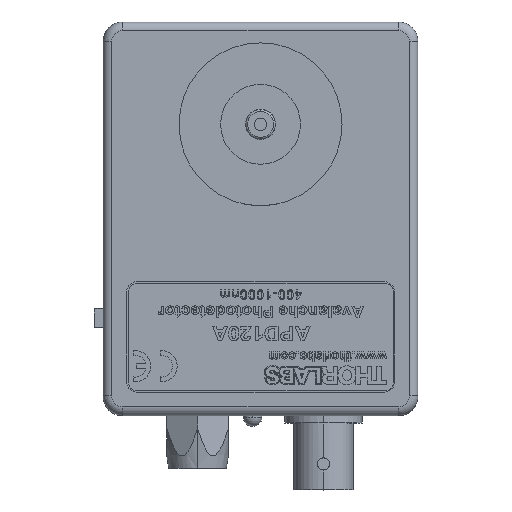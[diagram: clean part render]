
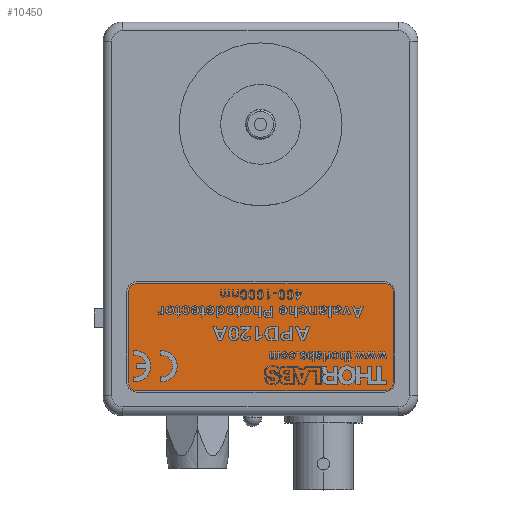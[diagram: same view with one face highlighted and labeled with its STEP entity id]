
A CAD part, top view. The second image highlights one B-rep face of the part: STEP entity #10450.
In plain terms, the highlighted face is planar.
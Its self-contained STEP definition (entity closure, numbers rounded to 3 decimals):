
#6484 = FACE_OUTER_BOUND ( 'NONE', #84389, .T. ) ;
#10450 = ADVANCED_FACE ( 'NONE', ( #6484 ), #12434, .F. ) ;
#12434 = PLANE ( 'NONE',  #116805 ) ;
#12435 = CARTESIAN_POINT ( 'NONE',  ( 0., 0.25, -17.272 ) ) ;
#12440 = DIRECTION ( 'NONE',  ( 0., -1., 0. ) ) ;
#12441 = DIRECTION ( 'NONE',  ( 0., 0., -1. ) ) ;
#18310 = CARTESIAN_POINT ( 'NONE',  ( 0., 0.25, -1.27 ) ) ;
#22646 = CARTESIAN_POINT ( 'NONE',  ( 0., 0.25, -16.002 ) ) ;
#22669 = CARTESIAN_POINT ( 'NONE',  ( 1.27, 0.25, 0. ) ) ;
#22673 = CARTESIAN_POINT ( 'NONE',  ( 41.402, 0.25, 0. ) ) ;
#22685 = CARTESIAN_POINT ( 'NONE',  ( 42.672, 0.25, -1.27 ) ) ;
#22686 = CARTESIAN_POINT ( 'NONE',  ( 42.672, 0.25, -16.002 ) ) ;
#22992 = CARTESIAN_POINT ( 'NONE',  ( 1.27, 0.25, -17.272 ) ) ;
#22998 = CARTESIAN_POINT ( 'NONE',  ( 41.402, 0.25, -17.272 ) ) ;
#25673 = VERTEX_POINT ( 'NONE', #18310 ) ;
#25843 = VERTEX_POINT ( 'NONE', #22646 ) ;
#25867 = VERTEX_POINT ( 'NONE', #22669 ) ;
#25871 = VERTEX_POINT ( 'NONE', #22673 ) ;
#25880 = VERTEX_POINT ( 'NONE', #22685 ) ;
#25882 = VERTEX_POINT ( 'NONE', #22686 ) ;
#26195 = VERTEX_POINT ( 'NONE', #22992 ) ;
#26201 = VERTEX_POINT ( 'NONE', #22998 ) ;
#34707 = AXIS2_PLACEMENT_3D ( 'NONE', #91207, #91210, #91213 ) ;
#34708 = AXIS2_PLACEMENT_3D ( 'NONE', #91219, #91222, #91225 ) ;
#34709 = AXIS2_PLACEMENT_3D ( 'NONE', #91231, #91234, #91237 ) ;
#34710 = AXIS2_PLACEMENT_3D ( 'NONE', #91242, #91245, #91248 ) ;
#74188 = ORIENTED_EDGE ( 'NONE', *, *, #76542, .T. ) ;
#74190 = ORIENTED_EDGE ( 'NONE', *, *, #76544, .T. ) ;
#74192 = ORIENTED_EDGE ( 'NONE', *, *, #76529, .T. ) ;
#74194 = ORIENTED_EDGE ( 'NONE', *, *, #76545, .T. ) ;
#74196 = ORIENTED_EDGE ( 'NONE', *, *, #76534, .T. ) ;
#74199 = ORIENTED_EDGE ( 'NONE', *, *, #76546, .T. ) ;
#74201 = ORIENTED_EDGE ( 'NONE', *, *, #76538, .T. ) ;
#74202 = ORIENTED_EDGE ( 'NONE', *, *, #76547, .T. ) ;
#76529 = EDGE_CURVE ( 'NONE', #25843, #25673, #87482, .T. ) ;
#76534 = EDGE_CURVE ( 'NONE', #25867, #25871, #87550, .T. ) ;
#76538 = EDGE_CURVE ( 'NONE', #25880, #25882, #87569, .T. ) ;
#76542 = EDGE_CURVE ( 'NONE', #26201, #26195, #87586, .T. ) ;
#76544 = EDGE_CURVE ( 'NONE', #26195, #25843, #87595, .T. ) ;
#76545 = EDGE_CURVE ( 'NONE', #25673, #25867, #87600, .T. ) ;
#76546 = EDGE_CURVE ( 'NONE', #25871, #25880, #87603, .T. ) ;
#76547 = EDGE_CURVE ( 'NONE', #25882, #26201, #87606, .T. ) ;
#84389 = EDGE_LOOP ( 'NONE', ( #74188, #74190, #74192, #74194, #74196, #74199, #74201, #74202 ) ) ;
#87482 = LINE ( 'NONE', #91082, #87535 ) ;
#87535 = VECTOR ( 'NONE', #91096, 1000. ) ;
#87550 = LINE ( 'NONE', #91130, #87556 ) ;
#87556 = VECTOR ( 'NONE', #91135, 1000. ) ;
#87569 = LINE ( 'NONE', #91158, #87576 ) ;
#87576 = VECTOR ( 'NONE', #91163, 1000. ) ;
#87586 = LINE ( 'NONE', #91187, #87592 ) ;
#87592 = VECTOR ( 'NONE', #91191, 1000. ) ;
#87595 = CIRCLE ( 'NONE', #34707, 1.27 ) ;
#87600 = CIRCLE ( 'NONE', #34708, 1.27 ) ;
#87603 = CIRCLE ( 'NONE', #34709, 1.27 ) ;
#87606 = CIRCLE ( 'NONE', #34710, 1.27 ) ;
#91082 = CARTESIAN_POINT ( 'NONE',  ( 0., 0.25, 0. ) ) ;
#91096 = DIRECTION ( 'NONE',  ( 0., 0., 1. ) ) ;
#91130 = CARTESIAN_POINT ( 'NONE',  ( 0., 0.25, 0. ) ) ;
#91135 = DIRECTION ( 'NONE',  ( 1., 0., 0. ) ) ;
#91158 = CARTESIAN_POINT ( 'NONE',  ( 42.672, 0.25, 0. ) ) ;
#91163 = DIRECTION ( 'NONE',  ( 0., 0., -1. ) ) ;
#91187 = CARTESIAN_POINT ( 'NONE',  ( 0., 0.25, -17.272 ) ) ;
#91191 = DIRECTION ( 'NONE',  ( -1., 0., 0. ) ) ;
#91207 = CARTESIAN_POINT ( 'NONE',  ( 1.27, 0.25, -16.002 ) ) ;
#91210 = DIRECTION ( 'NONE',  ( 0., 1., 0. ) ) ;
#91213 = DIRECTION ( 'NONE',  ( 0., 0., -1. ) ) ;
#91219 = CARTESIAN_POINT ( 'NONE',  ( 1.27, 0.25, -1.27 ) ) ;
#91222 = DIRECTION ( 'NONE',  ( 0., 1., 0. ) ) ;
#91225 = DIRECTION ( 'NONE',  ( 0., 0., -1. ) ) ;
#91231 = CARTESIAN_POINT ( 'NONE',  ( 41.402, 0.25, -1.27 ) ) ;
#91234 = DIRECTION ( 'NONE',  ( 0., 1., 0. ) ) ;
#91237 = DIRECTION ( 'NONE',  ( 0., 0., -1. ) ) ;
#91242 = CARTESIAN_POINT ( 'NONE',  ( 41.402, 0.25, -16.002 ) ) ;
#91245 = DIRECTION ( 'NONE',  ( 0., 1., 0. ) ) ;
#91248 = DIRECTION ( 'NONE',  ( 0., 0., -1. ) ) ;
#116805 = AXIS2_PLACEMENT_3D ( 'NONE', #12435, #12440, #12441 ) ;
